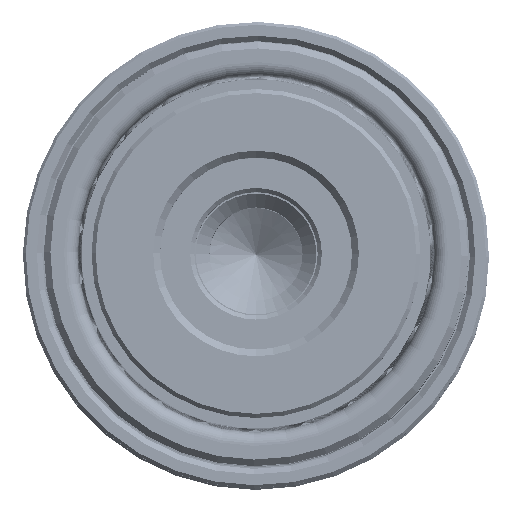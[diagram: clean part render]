
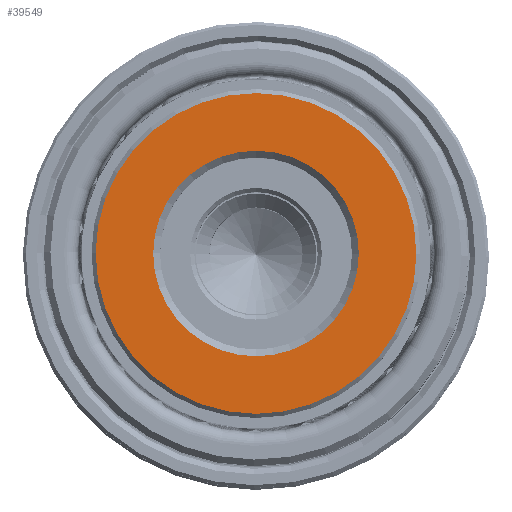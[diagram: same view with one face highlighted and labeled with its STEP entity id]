
A CAD part, top view. The second image highlights one B-rep face of the part: STEP entity #39549.
In plain terms, the highlighted face is planar.
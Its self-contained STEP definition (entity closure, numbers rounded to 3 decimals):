
#102 = CIRCLE ( 'NONE', #36157, 7.5 ) ;
#1084 = ORIENTED_EDGE ( 'NONE', *, *, #5137, .T. ) ;
#1930 = CARTESIAN_POINT ( 'NONE',  ( -7.5, 0., 0. ) ) ;
#2030 = ORIENTED_EDGE ( 'NONE', *, *, #38383, .T. ) ;
#2203 = FACE_OUTER_BOUND ( 'NONE', #16578, .T. ) ;
#5137 = EDGE_CURVE ( 'NONE', #21408, #16784, #102, .T. ) ;
#5402 = VERTEX_POINT ( 'NONE', #19893 ) ;
#5745 = PLANE ( 'NONE',  #8251 ) ;
#6984 = DIRECTION ( 'NONE',  ( 0., 0., -1. ) ) ;
#7580 = CIRCLE ( 'NONE', #9512, 11.7 ) ;
#8251 = AXIS2_PLACEMENT_3D ( 'NONE', #25380, #12427, #35155 ) ;
#8606 = CARTESIAN_POINT ( 'NONE',  ( 0., 0., 0. ) ) ;
#9512 = AXIS2_PLACEMENT_3D ( 'NONE', #26472, #6984, #29725 ) ;
#11883 = DIRECTION ( 'NONE',  ( 1., 0., 0. ) ) ;
#12115 = CIRCLE ( 'NONE', #14741, 11.7 ) ;
#12184 = CARTESIAN_POINT ( 'NONE',  ( 0., 0., 0. ) ) ;
#12427 = DIRECTION ( 'NONE',  ( 0., 0., 1. ) ) ;
#12832 = EDGE_CURVE ( 'NONE', #5402, #39491, #7580, .T. ) ;
#14741 = AXIS2_PLACEMENT_3D ( 'NONE', #8606, #31328, #11883 ) ;
#15442 = DIRECTION ( 'NONE',  ( 1., 0., 0. ) ) ;
#16578 = EDGE_LOOP ( 'NONE', ( #22997, #39656 ) ) ;
#16784 = VERTEX_POINT ( 'NONE', #25179 ) ;
#17684 = EDGE_CURVE ( 'NONE', #39491, #5402, #12115, .T. ) ;
#18100 = CARTESIAN_POINT ( 'NONE',  ( 0., 0., 0. ) ) ;
#19893 = CARTESIAN_POINT ( 'NONE',  ( -11.7, 0., 0. ) ) ;
#20525 = CIRCLE ( 'NONE', #20769, 7.5 ) ;
#20769 = AXIS2_PLACEMENT_3D ( 'NONE', #18100, #40828, #21348 ) ;
#21348 = DIRECTION ( 'NONE',  ( 1., 0., 0. ) ) ;
#21408 = VERTEX_POINT ( 'NONE', #1930 ) ;
#22997 = ORIENTED_EDGE ( 'NONE', *, *, #17684, .T. ) ;
#25179 = CARTESIAN_POINT ( 'NONE',  ( 7.5, 0., 0. ) ) ;
#25380 = CARTESIAN_POINT ( 'NONE',  ( 0., 0., 0. ) ) ;
#26472 = CARTESIAN_POINT ( 'NONE',  ( 0., 0., 0. ) ) ;
#29725 = DIRECTION ( 'NONE',  ( 1., 0., 0. ) ) ;
#31328 = DIRECTION ( 'NONE',  ( 0., 0., -1. ) ) ;
#33242 = EDGE_LOOP ( 'NONE', ( #1084, #2030 ) ) ;
#34618 = CARTESIAN_POINT ( 'NONE',  ( 11.7, 0., 0. ) ) ;
#34909 = DIRECTION ( 'NONE',  ( 0., 0., 1. ) ) ;
#35155 = DIRECTION ( 'NONE',  ( 1., 0., 0. ) ) ;
#35814 = FACE_BOUND ( 'NONE', #33242, .T. ) ;
#36157 = AXIS2_PLACEMENT_3D ( 'NONE', #12184, #34909, #15442 ) ;
#38383 = EDGE_CURVE ( 'NONE', #16784, #21408, #20525, .T. ) ;
#39491 = VERTEX_POINT ( 'NONE', #34618 ) ;
#39549 = ADVANCED_FACE ( 'NONE', ( #2203, #35814 ), #5745, .F. ) ;
#39656 = ORIENTED_EDGE ( 'NONE', *, *, #12832, .T. ) ;
#40828 = DIRECTION ( 'NONE',  ( 0., 0., 1. ) ) ;
